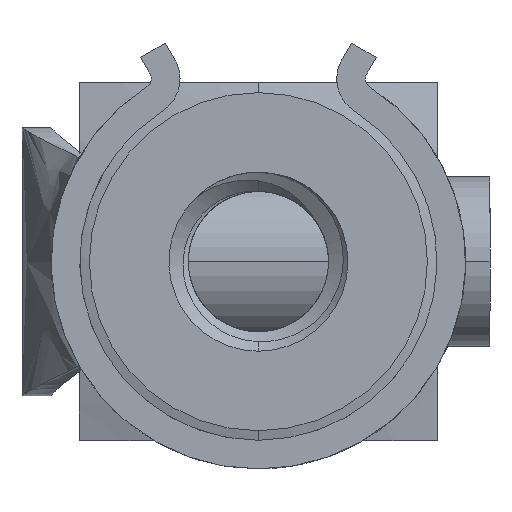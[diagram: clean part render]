
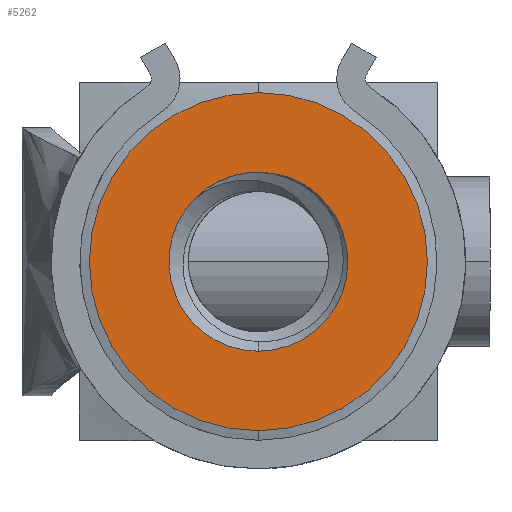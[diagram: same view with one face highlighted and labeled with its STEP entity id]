
A CAD part, front view. The second image highlights one B-rep face of the part: STEP entity #5262.
In plain terms, the highlighted planar face has unit normal (0, -1, 0).
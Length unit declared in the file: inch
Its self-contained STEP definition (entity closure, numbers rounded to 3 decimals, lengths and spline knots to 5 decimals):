
#91 = DIRECTION ( 'NONE',  ( 0., -1., 0. ) ) ;
#164 = CARTESIAN_POINT ( 'NONE',  ( 0., -0.295, 0. ) ) ;
#195 = AXIS2_PLACEMENT_3D ( 'NONE', #2926, #477, #3331 ) ;
#203 = EDGE_CURVE ( 'NONE', #5114, #3203, #3812, .T. ) ;
#248 = CARTESIAN_POINT ( 'NONE',  ( 0., -0.295, 0. ) ) ;
#394 = ORIENTED_EDGE ( 'NONE', *, *, #203, .F. ) ;
#477 = DIRECTION ( 'NONE',  ( 0., -1., 0. ) ) ;
#553 = CARTESIAN_POINT ( 'NONE',  ( 0., -0.295, -0.09375 ) ) ;
#574 = DIRECTION ( 'NONE',  ( 0., 0., -1. ) ) ;
#631 = ORIENTED_EDGE ( 'NONE', *, *, #3519, .F. ) ;
#670 = DIRECTION ( 'NONE',  ( 0., 0., -1. ) ) ;
#818 = VERTEX_POINT ( 'NONE', #1473 ) ;
#1205 = EDGE_LOOP ( 'NONE', ( #1596, #3558 ) ) ;
#1473 = CARTESIAN_POINT ( 'NONE',  ( 0., -0.295, -0.177 ) ) ;
#1596 = ORIENTED_EDGE ( 'NONE', *, *, #1737, .T. ) ;
#1737 = EDGE_CURVE ( 'NONE', #818, #4876, #4636, .T. ) ;
#1791 = CIRCLE ( 'NONE', #3176, 0.177 ) ;
#1809 = DIRECTION ( 'NONE',  ( 0., -1., 0. ) ) ;
#2121 = CARTESIAN_POINT ( 'NONE',  ( 0., -0.295, 0. ) ) ;
#2134 = PLANE ( 'NONE',  #3624 ) ;
#2294 = VERTEX_POINT ( 'NONE', #3678 ) ;
#2380 = EDGE_LOOP ( 'NONE', ( #394, #631, #3114 ) ) ;
#2526 = DIRECTION ( 'NONE',  ( 0., 0., -1. ) ) ;
#2547 = CARTESIAN_POINT ( 'NONE',  ( 0., -0.295, 0.177 ) ) ;
#2866 = AXIS2_PLACEMENT_3D ( 'NONE', #2121, #4958, #2526 ) ;
#2926 = CARTESIAN_POINT ( 'NONE',  ( 0., -0.295, 0. ) ) ;
#2941 = DIRECTION ( 'NONE',  ( 0., 0., -1. ) ) ;
#3015 = DIRECTION ( 'NONE',  ( 0., -1., 0. ) ) ;
#3031 = AXIS2_PLACEMENT_3D ( 'NONE', #164, #3015, #574 ) ;
#3111 = DIRECTION ( 'NONE',  ( 0., -1., 0. ) ) ;
#3114 = ORIENTED_EDGE ( 'NONE', *, *, #3933, .F. ) ;
#3176 = AXIS2_PLACEMENT_3D ( 'NONE', #4235, #1809, #4657 ) ;
#3203 = VERTEX_POINT ( 'NONE', #553 ) ;
#3331 = DIRECTION ( 'NONE',  ( 0., 0., -1. ) ) ;
#3432 = FACE_OUTER_BOUND ( 'NONE', #1205, .T. ) ;
#3519 = EDGE_CURVE ( 'NONE', #2294, #5114, #4928, .T. ) ;
#3558 = ORIENTED_EDGE ( 'NONE', *, *, #4924, .T. ) ;
#3624 = AXIS2_PLACEMENT_3D ( 'NONE', #4970, #91, #2941 ) ;
#3678 = CARTESIAN_POINT ( 'NONE',  ( 0., -0.295, 0.09375 ) ) ;
#3812 = CIRCLE ( 'NONE', #2866, 0.09375 ) ;
#3900 = CIRCLE ( 'NONE', #195, 0.09375 ) ;
#3933 = EDGE_CURVE ( 'NONE', #3203, #2294, #3900, .T. ) ;
#4002 = AXIS2_PLACEMENT_3D ( 'NONE', #248, #3111, #670 ) ;
#4235 = CARTESIAN_POINT ( 'NONE',  ( 0., -0.295, 0. ) ) ;
#4387 = FACE_BOUND ( 'NONE', #2380, .T. ) ;
#4636 = CIRCLE ( 'NONE', #4002, 0.177 ) ;
#4657 = DIRECTION ( 'NONE',  ( 0., 0., -1. ) ) ;
#4876 = VERTEX_POINT ( 'NONE', #2547 ) ;
#4924 = EDGE_CURVE ( 'NONE', #4876, #818, #1791, .T. ) ;
#4928 = CIRCLE ( 'NONE', #3031, 0.09375 ) ;
#4937 = CARTESIAN_POINT ( 'NONE',  ( -0.06629, -0.295, 0.06629 ) ) ;
#4958 = DIRECTION ( 'NONE',  ( 0., -1., 0. ) ) ;
#4970 = CARTESIAN_POINT ( 'NONE',  ( 0., -0.295, 0. ) ) ;
#5114 = VERTEX_POINT ( 'NONE', #4937 ) ;
#5262 = ADVANCED_FACE ( 'NONE', ( #4387, #3432 ), #2134, .T. ) ;
